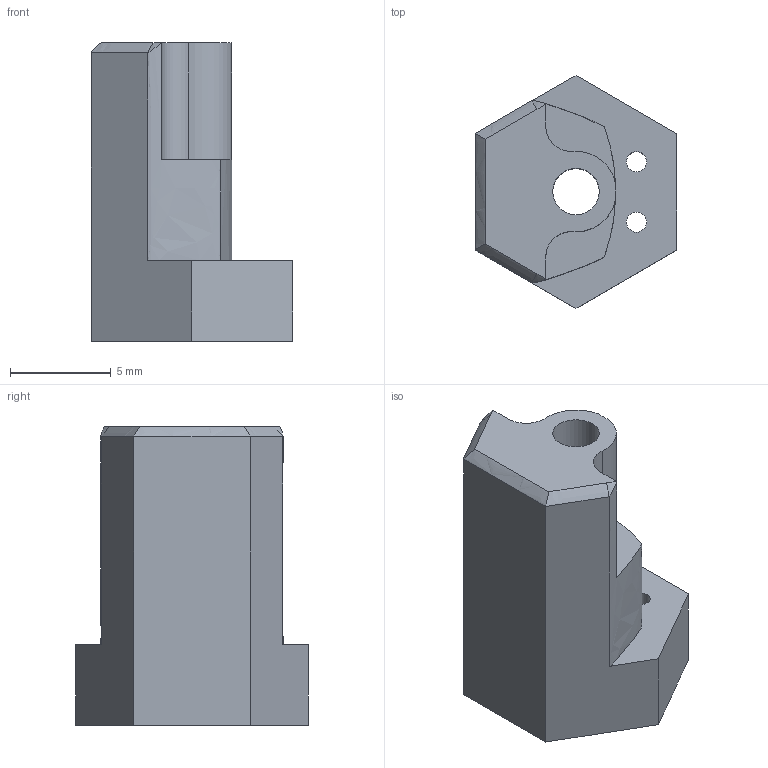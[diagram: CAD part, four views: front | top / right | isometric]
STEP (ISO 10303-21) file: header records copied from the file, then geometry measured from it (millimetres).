
FILE_DESCRIPTION(/* description */ (''),/* implementation_level */ '2;1');
FILE_NAME(/* name */ 'Array_part v1.step',/* time_stamp */ '2025-05-04T13:54:20+09:00',/* author */ (''),/* organization */ (''),/* preprocessor_version */ 'ST-DEVELOPER v20.1',/* originating_system */ 'Autodesk Translation Framework v14.4.0.0',/* authorisation */ '');
FILE_SCHEMA (('AUTOMOTIVE_DESIGN { 1 0 10303 214 3 1 1 }'));
Length unit declared in the file: millimetre
Products named in the file (1): Array_part
Bounding box: 10 x 11.55 x 14.8 mm (x, y, z)
Volume: 759.4 mm3; surface area: 716.9 mm2
Topology: 1 solids, 1 shells, 29 faces, 76 edges, 49 vertices
Faces by surface type: plane 13, cylinder 8, bspline 7, cone 1
Full cylindrical faces by diameter (mm): 1 x2, 2.3 x1
Entity records: 1874 total; most frequent: CARTESIAN_POINT 1168, ORIENTED_EDGE 152, DIRECTION 115, EDGE_CURVE 76, VERTEX_POINT 49, AXIS2_PLACEMENT_3D 42, EDGE_LOOP 35, LINE 31
